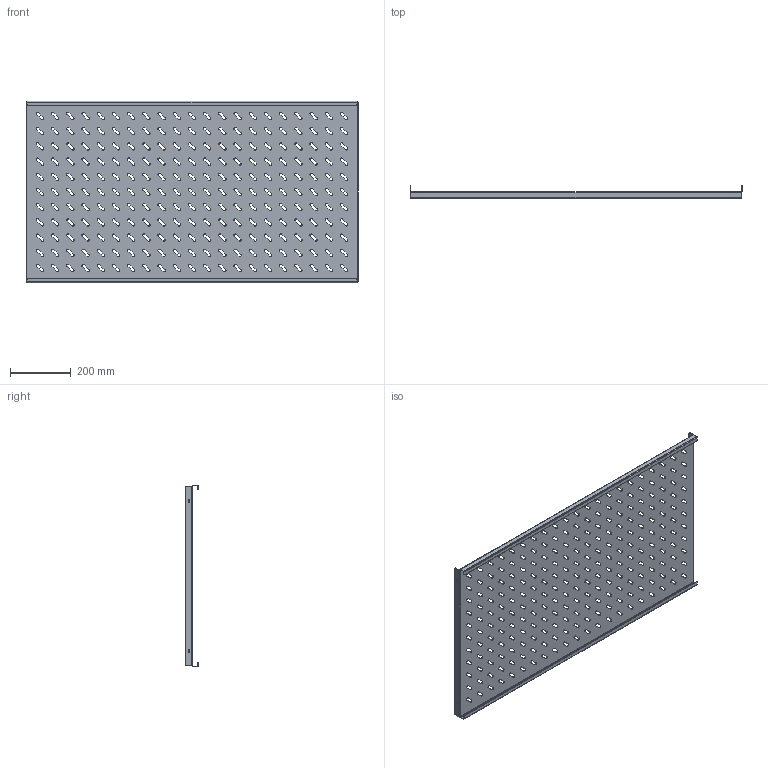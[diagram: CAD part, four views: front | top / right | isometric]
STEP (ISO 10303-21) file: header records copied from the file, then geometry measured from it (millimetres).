
FILE_DESCRIPTION (( 'STEP AP214' ), '1' );
FILE_NAME ('945.228.STEP', '2024-09-23T07:01:02', ( '' ), ( '' ), 'SwSTEP 2.0', 'SolidWorks 2021', '' );
FILE_SCHEMA (( 'AUTOMOTIVE_DESIGN' ));
Length unit declared in the file: millimetre
Products named in the file (1): 945.228
Bounding box: 1092 x 41 x 597 mm (x, y, z)
Volume: 1026536.2 mm3; surface area: 1398701.2 mm2
Topology: 1 solids, 1 shells, 1223 faces, 3635 edges, 2414 vertices
Faces by surface type: cylinder 721, plane 502
Entity records: 42481 total; most frequent: DIRECTION 7525, CARTESIAN_POINT 7273, ORIENTED_EDGE 7270, EDGE_CURVE 3635, AXIS2_PLACEMENT_3D 2666, VERTEX_POINT 2414, LINE 2193, VECTOR 2193
